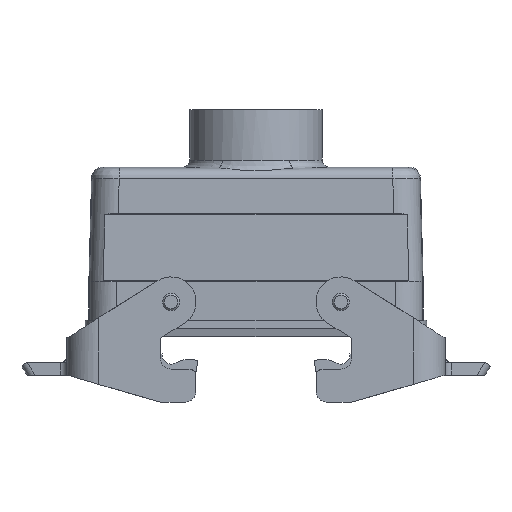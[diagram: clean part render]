
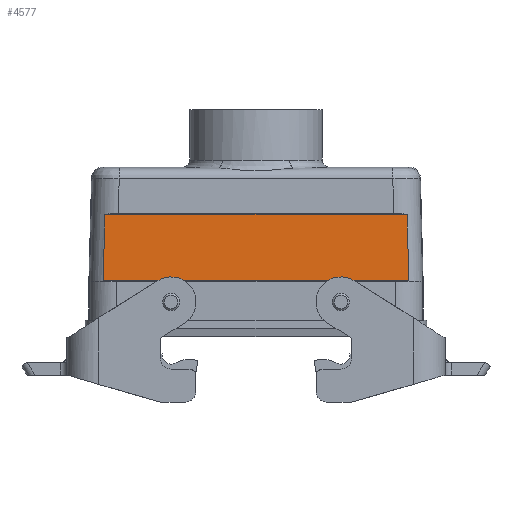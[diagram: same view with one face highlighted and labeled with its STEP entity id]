
A CAD part, front view. The second image highlights one B-rep face of the part: STEP entity #4577.
In plain terms, the highlighted planar face has unit normal (0, -1, 0.024).
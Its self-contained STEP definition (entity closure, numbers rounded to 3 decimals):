
#3681=FACE_OUTER_BOUND('',#7422,.T.);
#4577=ADVANCED_FACE('',(#3681),#5127,.T.);
#5127=PLANE('',#13881);
#5600=LINE('',#18264,#6512);
#5601=LINE('',#18267,#6513);
#5602=LINE('',#18269,#6514);
#5603=LINE('',#18271,#6515);
#5604=LINE('',#18273,#6516);
#5605=LINE('',#18275,#6517);
#5606=LINE('',#18277,#6518);
#5607=LINE('',#18279,#6519);
#6512=VECTOR('',#14945,1.);
#6513=VECTOR('',#14946,1.);
#6514=VECTOR('',#14947,1.);
#6515=VECTOR('',#14948,1.);
#6516=VECTOR('',#14949,1.);
#6517=VECTOR('',#14950,1.);
#6518=VECTOR('',#14951,1.);
#6519=VECTOR('',#14952,1.);
#7422=EDGE_LOOP('',(#8309,#8310,#8311,#8312,#8313,#8314,#8315,#8316));
#8309=ORIENTED_EDGE('',*,*,#12000,.F.);
#8310=ORIENTED_EDGE('',*,*,#12001,.F.);
#8311=ORIENTED_EDGE('',*,*,#12002,.F.);
#8312=ORIENTED_EDGE('',*,*,#12003,.F.);
#8313=ORIENTED_EDGE('',*,*,#12004,.F.);
#8314=ORIENTED_EDGE('',*,*,#12005,.F.);
#8315=ORIENTED_EDGE('',*,*,#12006,.F.);
#8316=ORIENTED_EDGE('',*,*,#12007,.F.);
#11056=VERTEX_POINT('',#18265);
#11057=VERTEX_POINT('',#18266);
#11058=VERTEX_POINT('',#18268);
#11059=VERTEX_POINT('',#18270);
#11060=VERTEX_POINT('',#18272);
#11061=VERTEX_POINT('',#18274);
#11062=VERTEX_POINT('',#18276);
#11063=VERTEX_POINT('',#18278);
#12000=EDGE_CURVE('',#11056,#11057,#5600,.T.);
#12001=EDGE_CURVE('',#11058,#11056,#5601,.T.);
#12002=EDGE_CURVE('',#11059,#11058,#5602,.T.);
#12003=EDGE_CURVE('',#11060,#11059,#5603,.T.);
#12004=EDGE_CURVE('',#11061,#11060,#5604,.T.);
#12005=EDGE_CURVE('',#11062,#11061,#5605,.T.);
#12006=EDGE_CURVE('',#11063,#11062,#5606,.T.);
#12007=EDGE_CURVE('',#11057,#11063,#5607,.T.);
#13881=AXIS2_PLACEMENT_3D('',#18280,#14953,#14954);
#14945=DIRECTION('',(1.,0.,0.));
#14946=DIRECTION('',(0.026,0.024,0.999));
#14947=DIRECTION('',(0.026,0.024,0.999));
#14948=DIRECTION('',(0.026,0.024,0.999));
#14949=DIRECTION('',(-1.,0.,0.));
#14950=DIRECTION('',(0.026,-0.024,-0.999));
#14951=DIRECTION('',(0.026,-0.024,-0.999));
#14952=DIRECTION('',(0.026,-0.024,-0.999));
#14953=DIRECTION('',(0.,-1.,0.024));
#14954=DIRECTION('',(0.,0.024,1.));
#18264=CARTESIAN_POINT('',(-51.425,-20.053,22.674));
#18265=CARTESIAN_POINT('',(-42.264,-20.053,22.674));
#18266=CARTESIAN_POINT('',(42.264,-20.053,22.674));
#18267=CARTESIAN_POINT('',(-42.752,-20.503,3.723));
#18268=CARTESIAN_POINT('',(-42.276,-20.065,22.205));
#18269=CARTESIAN_POINT('',(-42.752,-20.503,3.723));
#18270=CARTESIAN_POINT('',(-42.732,-20.485,4.492));
#18271=CARTESIAN_POINT('',(-42.752,-20.503,3.723));
#18272=CARTESIAN_POINT('',(-42.744,-20.496,4.027));
#18273=CARTESIAN_POINT('',(-51.425,-20.496,4.027));
#18274=CARTESIAN_POINT('',(42.744,-20.496,4.027));
#18275=CARTESIAN_POINT('',(42.752,-20.503,3.723));
#18276=CARTESIAN_POINT('',(42.732,-20.485,4.492));
#18277=CARTESIAN_POINT('',(42.752,-20.503,3.723));
#18278=CARTESIAN_POINT('',(42.276,-20.065,22.205));
#18279=CARTESIAN_POINT('',(42.752,-20.503,3.723));
#18280=CARTESIAN_POINT('',(-51.425,-20.053,22.674));
